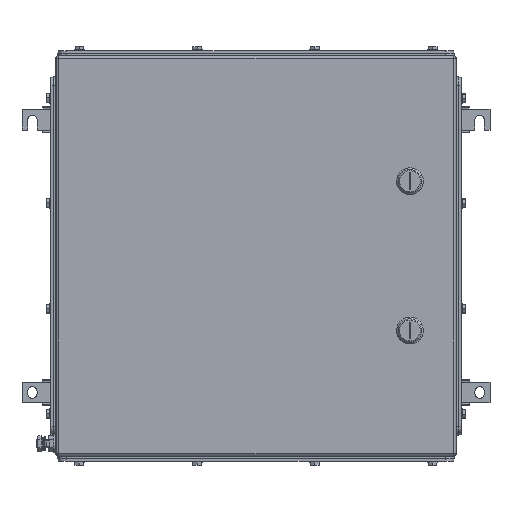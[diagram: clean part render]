
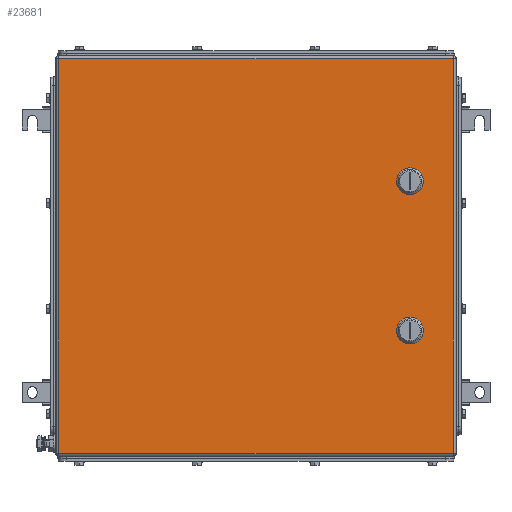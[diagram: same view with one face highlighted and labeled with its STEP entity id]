
A CAD part, top view. The second image highlights one B-rep face of the part: STEP entity #23681.
In plain terms, the highlighted planar face has unit normal (0, 0, 1).
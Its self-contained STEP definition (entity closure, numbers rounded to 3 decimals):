
#23495=AXIS2_PLACEMENT_3D('Circle Axis2P3D',#23493,#23494,$) ;
#23522=AXIS2_PLACEMENT_3D('Plane Axis2P3D',#23519,#23520,#23521) ;
#23567=AXIS2_PLACEMENT_3D('Circle Axis2P3D',#23565,#23566,$) ;
#23581=AXIS2_PLACEMENT_3D('Circle Axis2P3D',#23579,#23580,$) ;
#23595=AXIS2_PLACEMENT_3D('Circle Axis2P3D',#23593,#23594,$) ;
#23617=AXIS2_PLACEMENT_3D('Circle Axis2P3D',#23615,#23616,$) ;
#23633=AXIS2_PLACEMENT_3D('Circle Axis2P3D',#23631,#23632,$) ;
#23647=AXIS2_PLACEMENT_3D('Circle Axis2P3D',#23645,#23646,$) ;
#23661=AXIS2_PLACEMENT_3D('Circle Axis2P3D',#23659,#23660,$) ;
#23490=CARTESIAN_POINT('Vertex',(470.056,330.45,153.5)) ;
#23493=CARTESIAN_POINT('Axis2P3D Location',(465.,340.5,153.5)) ;
#23497=CARTESIAN_POINT('Vertex',(475.05,335.444,153.5)) ;
#23519=CARTESIAN_POINT('Axis2P3D Location',(280.5,251.,153.5)) ;
#23524=CARTESIAN_POINT('Line Origine',(280.5,487.5,153.5)) ;
#23528=CARTESIAN_POINT('Vertex',(517.,487.5,153.5)) ;
#23530=CARTESIAN_POINT('Vertex',(44.,487.5,153.5)) ;
#23533=CARTESIAN_POINT('Line Origine',(44.,251.,153.5)) ;
#23537=CARTESIAN_POINT('Vertex',(44.,14.5,153.5)) ;
#23540=CARTESIAN_POINT('Line Origine',(280.5,14.5,153.5)) ;
#23544=CARTESIAN_POINT('Vertex',(517.,14.5,153.5)) ;
#23547=CARTESIAN_POINT('Line Origine',(517.,251.,153.5)) ;
#23558=CARTESIAN_POINT('Line Origine',(465.,330.45,153.5)) ;
#23562=CARTESIAN_POINT('Vertex',(459.944,330.45,153.5)) ;
#23565=CARTESIAN_POINT('Axis2P3D Location',(465.,340.5,153.5)) ;
#23569=CARTESIAN_POINT('Vertex',(454.95,335.444,153.5)) ;
#23572=CARTESIAN_POINT('Line Origine',(454.95,340.5,153.5)) ;
#23576=CARTESIAN_POINT('Vertex',(454.95,345.556,153.5)) ;
#23579=CARTESIAN_POINT('Axis2P3D Location',(465.,340.5,153.5)) ;
#23583=CARTESIAN_POINT('Vertex',(459.944,350.55,153.5)) ;
#23586=CARTESIAN_POINT('Line Origine',(465.,350.55,153.5)) ;
#23590=CARTESIAN_POINT('Vertex',(470.056,350.55,153.5)) ;
#23593=CARTESIAN_POINT('Axis2P3D Location',(465.,340.5,153.5)) ;
#23597=CARTESIAN_POINT('Vertex',(475.05,345.556,153.5)) ;
#23600=CARTESIAN_POINT('Line Origine',(475.05,340.5,153.5)) ;
#23615=CARTESIAN_POINT('Axis2P3D Location',(465.,161.5,153.5)) ;
#23619=CARTESIAN_POINT('Vertex',(470.056,151.45,153.5)) ;
#23621=CARTESIAN_POINT('Vertex',(475.05,156.444,153.5)) ;
#23624=CARTESIAN_POINT('Line Origine',(465.,151.45,153.5)) ;
#23628=CARTESIAN_POINT('Vertex',(459.944,151.45,153.5)) ;
#23631=CARTESIAN_POINT('Axis2P3D Location',(465.,161.5,153.5)) ;
#23635=CARTESIAN_POINT('Vertex',(454.95,156.444,153.5)) ;
#23638=CARTESIAN_POINT('Line Origine',(454.95,161.5,153.5)) ;
#23642=CARTESIAN_POINT('Vertex',(454.95,166.556,153.5)) ;
#23645=CARTESIAN_POINT('Axis2P3D Location',(465.,161.5,153.5)) ;
#23649=CARTESIAN_POINT('Vertex',(459.944,171.55,153.5)) ;
#23652=CARTESIAN_POINT('Line Origine',(465.,171.55,153.5)) ;
#23656=CARTESIAN_POINT('Vertex',(470.056,171.55,153.5)) ;
#23659=CARTESIAN_POINT('Axis2P3D Location',(465.,161.5,153.5)) ;
#23663=CARTESIAN_POINT('Vertex',(475.05,166.556,153.5)) ;
#23666=CARTESIAN_POINT('Line Origine',(475.05,161.5,153.5)) ;
#23494=DIRECTION('Axis2P3D Direction',(0.,0.,1.)) ;
#23520=DIRECTION('Axis2P3D Direction',(0.,0.,1.)) ;
#23521=DIRECTION('Axis2P3D XDirection',(1.,0.,0.)) ;
#23525=DIRECTION('Vector Direction',(1.,0.,0.)) ;
#23534=DIRECTION('Vector Direction',(0.,-1.,0.)) ;
#23541=DIRECTION('Vector Direction',(1.,0.,0.)) ;
#23548=DIRECTION('Vector Direction',(0.,1.,0.)) ;
#23559=DIRECTION('Vector Direction',(1.,0.,0.)) ;
#23566=DIRECTION('Axis2P3D Direction',(0.,0.,1.)) ;
#23573=DIRECTION('Vector Direction',(0.,1.,0.)) ;
#23580=DIRECTION('Axis2P3D Direction',(0.,0.,1.)) ;
#23587=DIRECTION('Vector Direction',(1.,0.,0.)) ;
#23594=DIRECTION('Axis2P3D Direction',(0.,0.,1.)) ;
#23601=DIRECTION('Vector Direction',(0.,-1.,0.)) ;
#23616=DIRECTION('Axis2P3D Direction',(0.,0.,1.)) ;
#23625=DIRECTION('Vector Direction',(1.,0.,0.)) ;
#23632=DIRECTION('Axis2P3D Direction',(0.,0.,1.)) ;
#23639=DIRECTION('Vector Direction',(0.,1.,0.)) ;
#23646=DIRECTION('Axis2P3D Direction',(0.,0.,1.)) ;
#23653=DIRECTION('Vector Direction',(1.,0.,0.)) ;
#23660=DIRECTION('Axis2P3D Direction',(0.,0.,1.)) ;
#23667=DIRECTION('Vector Direction',(0.,-1.,0.)) ;
#23526=VECTOR('Line Direction',#23525,1.) ;
#23535=VECTOR('Line Direction',#23534,1.) ;
#23542=VECTOR('Line Direction',#23541,1.) ;
#23549=VECTOR('Line Direction',#23548,1.) ;
#23560=VECTOR('Line Direction',#23559,1.) ;
#23574=VECTOR('Line Direction',#23573,1.) ;
#23588=VECTOR('Line Direction',#23587,1.) ;
#23602=VECTOR('Line Direction',#23601,1.) ;
#23626=VECTOR('Line Direction',#23625,1.) ;
#23640=VECTOR('Line Direction',#23639,1.) ;
#23654=VECTOR('Line Direction',#23653,1.) ;
#23668=VECTOR('Line Direction',#23667,1.) ;
#23553=ORIENTED_EDGE('',*,*,#23532,.T.) ;
#23554=ORIENTED_EDGE('',*,*,#23539,.T.) ;
#23555=ORIENTED_EDGE('',*,*,#23546,.T.) ;
#23556=ORIENTED_EDGE('',*,*,#23551,.T.) ;
#23606=ORIENTED_EDGE('',*,*,#23564,.F.) ;
#23607=ORIENTED_EDGE('',*,*,#23571,.F.) ;
#23608=ORIENTED_EDGE('',*,*,#23578,.T.) ;
#23609=ORIENTED_EDGE('',*,*,#23585,.F.) ;
#23610=ORIENTED_EDGE('',*,*,#23592,.T.) ;
#23611=ORIENTED_EDGE('',*,*,#23599,.F.) ;
#23612=ORIENTED_EDGE('',*,*,#23604,.T.) ;
#23613=ORIENTED_EDGE('',*,*,#23499,.F.) ;
#23672=ORIENTED_EDGE('',*,*,#23623,.F.) ;
#23673=ORIENTED_EDGE('',*,*,#23630,.F.) ;
#23674=ORIENTED_EDGE('',*,*,#23637,.F.) ;
#23675=ORIENTED_EDGE('',*,*,#23644,.T.) ;
#23676=ORIENTED_EDGE('',*,*,#23651,.F.) ;
#23677=ORIENTED_EDGE('',*,*,#23658,.T.) ;
#23678=ORIENTED_EDGE('',*,*,#23665,.F.) ;
#23679=ORIENTED_EDGE('',*,*,#23670,.T.) ;
#23614=FACE_BOUND('',#23605,.T.) ;
#23680=FACE_BOUND('',#23671,.T.) ;
#23681=ADVANCED_FACE('ZUB_KTB_QL_484815_4GP_AllCATPart_AllCATPart.2\\ZUB_KTB_QL_484815_4GP_AllCATPart.2\\ZUB_DE_KTB_QL.1\\DE_KTB_MH_PART_MASTER.1\\Koerper.2',(#23557,#23614,#23680),#23523,.T.) ;
#23496=CIRCLE('generated circle',#23495,11.25) ;
#23568=CIRCLE('generated circle',#23567,11.25) ;
#23582=CIRCLE('generated circle',#23581,11.25) ;
#23596=CIRCLE('generated circle',#23595,11.25) ;
#23618=CIRCLE('generated circle',#23617,11.25) ;
#23634=CIRCLE('generated circle',#23633,11.25) ;
#23648=CIRCLE('generated circle',#23647,11.25) ;
#23662=CIRCLE('generated circle',#23661,11.25) ;
#23499=EDGE_CURVE('',#23491,#23498,#23496,.T.) ;
#23532=EDGE_CURVE('',#23529,#23531,#23527,.F.) ;
#23539=EDGE_CURVE('',#23531,#23538,#23536,.T.) ;
#23546=EDGE_CURVE('',#23538,#23545,#23543,.T.) ;
#23551=EDGE_CURVE('',#23545,#23529,#23550,.T.) ;
#23564=EDGE_CURVE('',#23563,#23491,#23561,.T.) ;
#23571=EDGE_CURVE('',#23570,#23563,#23568,.T.) ;
#23578=EDGE_CURVE('',#23570,#23577,#23575,.T.) ;
#23585=EDGE_CURVE('',#23584,#23577,#23582,.T.) ;
#23592=EDGE_CURVE('',#23584,#23591,#23589,.T.) ;
#23599=EDGE_CURVE('',#23598,#23591,#23596,.T.) ;
#23604=EDGE_CURVE('',#23598,#23498,#23603,.T.) ;
#23623=EDGE_CURVE('',#23620,#23622,#23618,.T.) ;
#23630=EDGE_CURVE('',#23629,#23620,#23627,.T.) ;
#23637=EDGE_CURVE('',#23636,#23629,#23634,.T.) ;
#23644=EDGE_CURVE('',#23636,#23643,#23641,.T.) ;
#23651=EDGE_CURVE('',#23650,#23643,#23648,.T.) ;
#23658=EDGE_CURVE('',#23650,#23657,#23655,.T.) ;
#23665=EDGE_CURVE('',#23664,#23657,#23662,.T.) ;
#23670=EDGE_CURVE('',#23664,#23622,#23669,.T.) ;
#23552=EDGE_LOOP('',(#23553,#23554,#23555,#23556)) ;
#23605=EDGE_LOOP('',(#23606,#23607,#23608,#23609,#23610,#23611,#23612,#23613)) ;
#23671=EDGE_LOOP('',(#23672,#23673,#23674,#23675,#23676,#23677,#23678,#23679)) ;
#23557=FACE_OUTER_BOUND('',#23552,.T.) ;
#23527=LINE('Line',#23524,#23526) ;
#23536=LINE('Line',#23533,#23535) ;
#23543=LINE('Line',#23540,#23542) ;
#23550=LINE('Line',#23547,#23549) ;
#23561=LINE('Line',#23558,#23560) ;
#23575=LINE('Line',#23572,#23574) ;
#23589=LINE('Line',#23586,#23588) ;
#23603=LINE('Line',#23600,#23602) ;
#23627=LINE('Line',#23624,#23626) ;
#23641=LINE('Line',#23638,#23640) ;
#23655=LINE('Line',#23652,#23654) ;
#23669=LINE('Line',#23666,#23668) ;
#23523=PLANE('',#23522) ;
#23491=VERTEX_POINT('',#23490) ;
#23498=VERTEX_POINT('',#23497) ;
#23529=VERTEX_POINT('',#23528) ;
#23531=VERTEX_POINT('',#23530) ;
#23538=VERTEX_POINT('',#23537) ;
#23545=VERTEX_POINT('',#23544) ;
#23563=VERTEX_POINT('',#23562) ;
#23570=VERTEX_POINT('',#23569) ;
#23577=VERTEX_POINT('',#23576) ;
#23584=VERTEX_POINT('',#23583) ;
#23591=VERTEX_POINT('',#23590) ;
#23598=VERTEX_POINT('',#23597) ;
#23620=VERTEX_POINT('',#23619) ;
#23622=VERTEX_POINT('',#23621) ;
#23629=VERTEX_POINT('',#23628) ;
#23636=VERTEX_POINT('',#23635) ;
#23643=VERTEX_POINT('',#23642) ;
#23650=VERTEX_POINT('',#23649) ;
#23657=VERTEX_POINT('',#23656) ;
#23664=VERTEX_POINT('',#23663) ;
